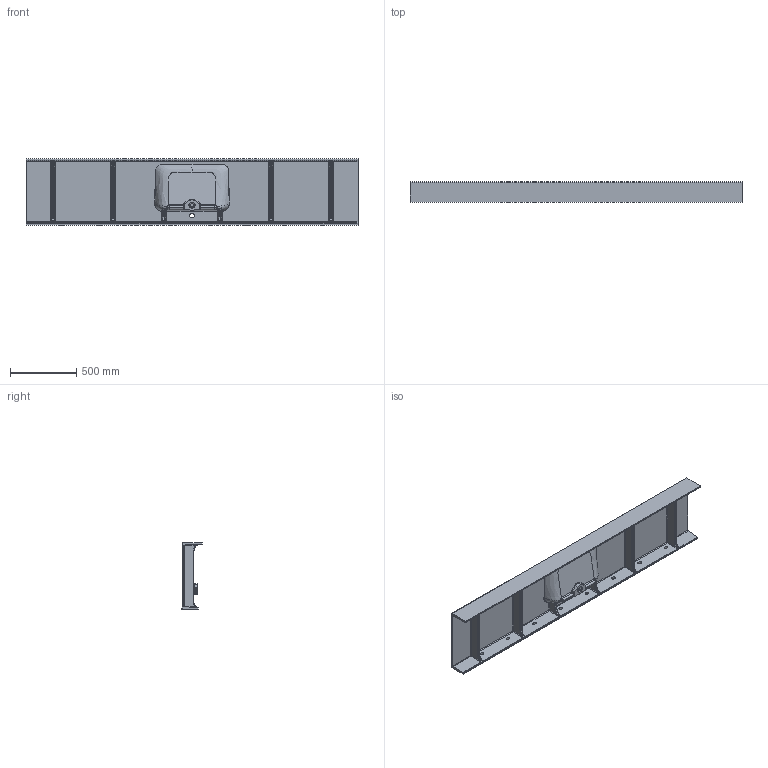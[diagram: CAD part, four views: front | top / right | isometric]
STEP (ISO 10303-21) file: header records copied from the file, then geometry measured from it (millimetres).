
FILE_DESCRIPTION (( 'STEP AP203' ), '1' );
FILE_NAME ('QUEBEC-P.STEP', '2021-09-20T07:22:06', ( '' ), ( '' ), 'SwSTEP 2.0', 'SolidWorks 2020', '' );
FILE_SCHEMA (( 'CONFIG_CONTROL_DESIGN' ));
Length unit declared in the file: millimetre
Products named in the file (1): QUEBEC-P
Bounding box: 2500 x 155 x 500 mm (x, y, z)
Volume: 28646366 mm3; surface area: 4178167.1 mm2
Topology: 1 solids, 1 shells, 400 faces, 1003 edges, 581 vertices
Faces by surface type: bspline 145, cylinder 137, plane 77, sphere 36, torus 4, cone 1
Entity records: 35853 total; most frequent: CARTESIAN_POINT 27607, ORIENTED_EDGE 1958, DIRECTION 1398, EDGE_CURVE 979, VERTEX_POINT 581, AXIS2_PLACEMENT_3D 533, EDGE_LOOP 420, FACE_OUTER_BOUND 400
